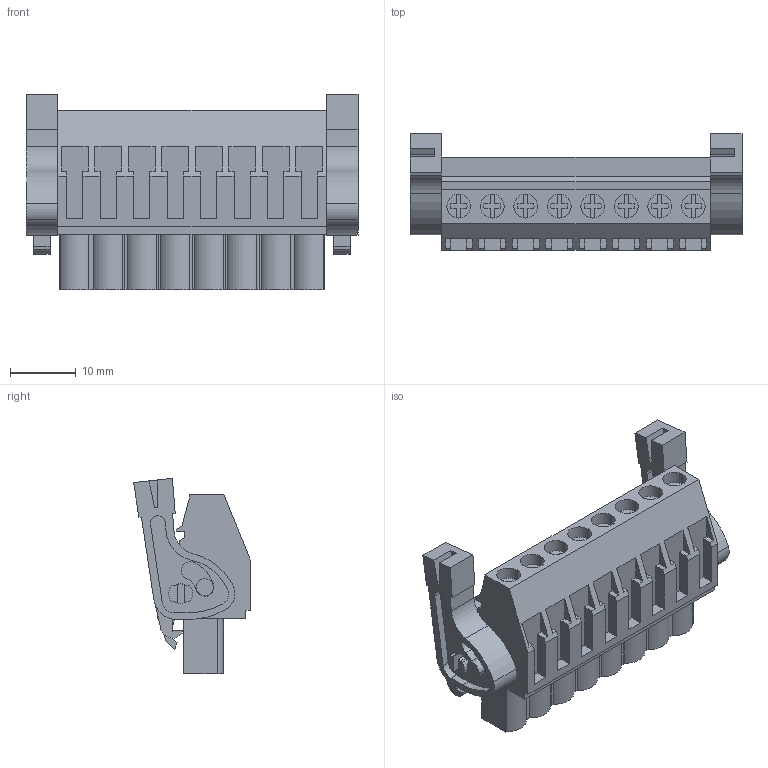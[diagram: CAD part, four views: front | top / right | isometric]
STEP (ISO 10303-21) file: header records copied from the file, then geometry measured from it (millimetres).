
FILE_DESCRIPTION(('CATIA V5 STEP','CAx-IF Rec.Pracs.--- Model Styling and Organization---1.2---2011-12-15'),'2;1');
FILE_NAME ('D1448359_0_1087080000_1087080000.stp','2017-09-09T06:48:50+00:00',('none'),('Weidmueller'),'CATIA Version 5-6 Release 2014','CATIA V5 STEP AP214','none');
FILE_SCHEMA(('AUTOMOTIVE_DESIGN { 1 0 10303 214 1 1 1 1 }'));
Length unit declared in the file: millimetre
Products named in the file (1): 1087080000
Bounding box: 50.34 x 17.69 x 29.65 mm (x, y, z)
Volume: 10457.8 mm3; surface area: 7446.9 mm2
Topology: 11 solids, 11 shells, 680 faces, 1869 edges, 1256 vertices
Faces by surface type: plane 544, cylinder 134, extrusion 2
Entity records: 19875 total; most frequent: ORIENTED_EDGE 3738, CARTESIAN_POINT 3555, DIRECTION 2685, EDGE_CURVE 1869, VECTOR 1535, LINE 1533, VERTEX_POINT 1256, AXIS2_PLACEMENT_3D 736
